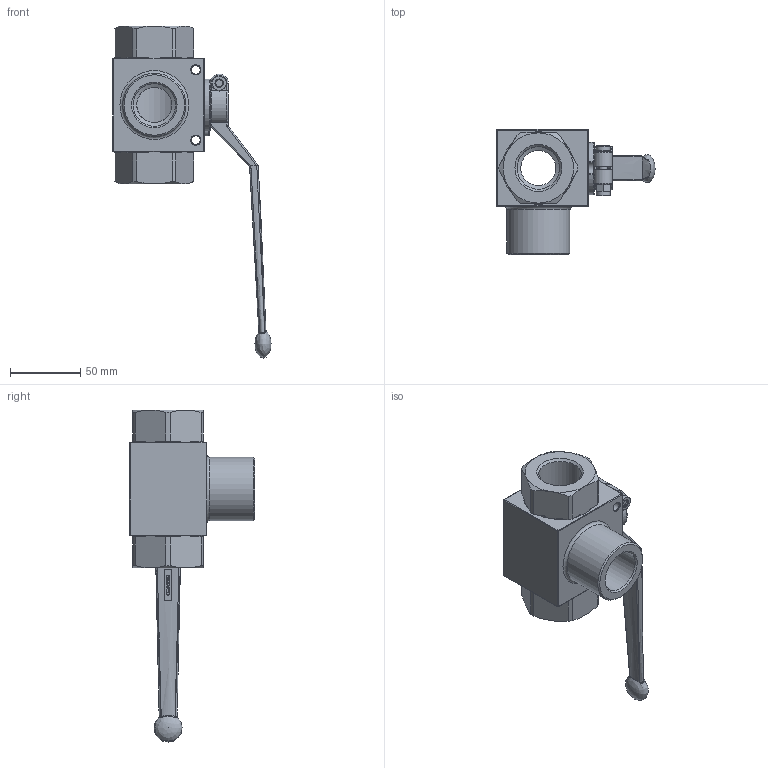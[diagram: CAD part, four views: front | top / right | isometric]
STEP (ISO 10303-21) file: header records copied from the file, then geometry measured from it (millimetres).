
FILE_DESCRIPTION(/* description */ ('Unknown','CAx-IF Rec.Pracs.---Representation and Presentation of Product Manufacturing Information (PMI)---4.0---2014-10-13','CAx-IF Rec.Pracs.---3D Tessellated Geometry---0.4---2014-09-14','2;1'),/* implementation_level */ '2;1');
FILE_NAME(/* name */ '4530_9630-06',/* time_stamp */ '2024-02-21T10:22:30+01:00',/* author */ ('Unknown'),/* organization */ ('Unknown'),/* preprocessor_version */ 'ST-DEVELOPER v18.102',/* originating_system */ 'Solid Edge',/* authorisation */ 'Unknown');
FILE_SCHEMA (('AP242_MANAGED_MODEL_BASED_3D_ENGINEERING_MIM_LF { 1 0 10303 442 1 1 4 }'));
Length unit declared in the file: millimetre
Products named in the file (2): 4530_9630-06; Parte2
Assembly tree (1 placements, depth 2):
  4530_9630-06
    Parte2
Bounding box: 112.6 x 89 x 236.2 mm (x, y, z)
Volume: 278138.4 mm3; surface area: 71495.7 mm2
Topology: 2 solids, 5 shells, 448 faces, 1142 edges, 729 vertices
Faces by surface type: plane 192, cylinder 139, cone 54, torus 33, bspline 16, sphere 14
Full cylindrical faces by diameter (mm): 2 x1, 4.917 x1, 6 x1, 6.25 x2, 6.5 x2, 8 x2, 10 x2, 20 x1, 25 x4, 30.291 x3, 41.2 x2, 43.376 x1, 45 x3, 46 x2, 51.7 x2
Entity records: 16600 total; most frequent: CARTESIAN_POINT 3938, ORIENTED_EDGE 2278, DIRECTION 2131, EDGE_CURVE 1139, AXIS2_PLACEMENT_3D 798, VERTEX_POINT 729, LINE 535, VECTOR 535
